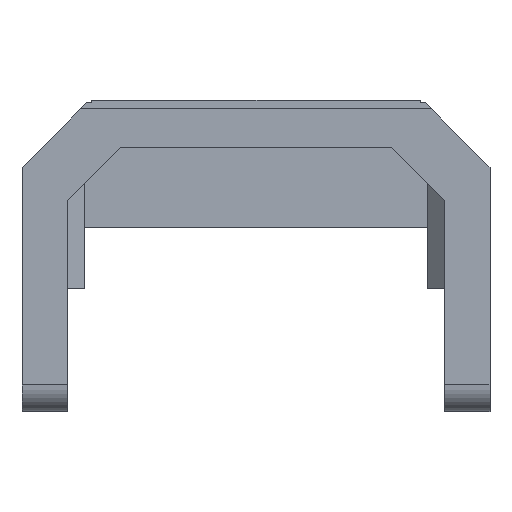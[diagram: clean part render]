
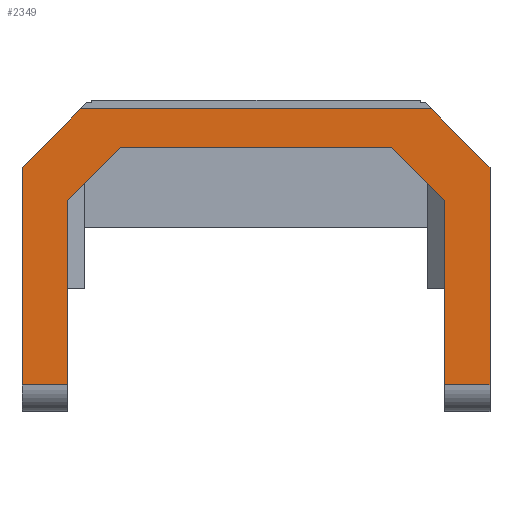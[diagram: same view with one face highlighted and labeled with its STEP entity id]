
A CAD part, front view. The second image highlights one B-rep face of the part: STEP entity #2349.
In plain terms, the highlighted planar face has unit normal (0, -1, 0).
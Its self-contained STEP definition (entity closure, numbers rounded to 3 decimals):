
#136=PLANE('',#2515);
#253=FACE_OUTER_BOUND('',#397,.T.);
#397=EDGE_LOOP('',(#2153,#2154,#2155,#2156,#2157,#2158,#2159,#2160,#2161,
#2162,#2163,#2164));
#420=LINE('',#3161,#716);
#561=LINE('',#3474,#857);
#567=LINE('',#3487,#863);
#588=LINE('',#3532,#884);
#635=LINE('',#3640,#931);
#638=LINE('',#3645,#934);
#643=LINE('',#3653,#939);
#663=LINE('',#3694,#959);
#696=LINE('',#3767,#992);
#697=LINE('',#3769,#993);
#698=LINE('',#3770,#994);
#699=LINE('',#3771,#995);
#716=VECTOR('',#2553,10.);
#857=VECTOR('',#2820,10.);
#863=VECTOR('',#2830,10.);
#884=VECTOR('',#2865,10.);
#931=VECTOR('',#2972,10.);
#934=VECTOR('',#2977,10.);
#939=VECTOR('',#2984,10.);
#959=VECTOR('',#3008,10.);
#992=VECTOR('',#3089,10.);
#993=VECTOR('',#3090,10.);
#994=VECTOR('',#3091,10.);
#995=VECTOR('',#3092,10.);
#1045=VERTEX_POINT('',#3158);
#1046=VERTEX_POINT('',#3160);
#1154=VERTEX_POINT('',#3471);
#1155=VERTEX_POINT('',#3473);
#1160=VERTEX_POINT('',#3485);
#1176=VERTEX_POINT('',#3529);
#1177=VERTEX_POINT('',#3531);
#1207=VERTEX_POINT('',#3637);
#1208=VERTEX_POINT('',#3639);
#1209=VERTEX_POINT('',#3643);
#1230=VERTEX_POINT('',#3692);
#1247=VERTEX_POINT('',#3768);
#1262=EDGE_CURVE('',#1046,#1045,#420,.T.);
#1414=EDGE_CURVE('',#1155,#1154,#561,.T.);
#1421=EDGE_CURVE('',#1154,#1160,#567,.T.);
#1444=EDGE_CURVE('',#1177,#1176,#588,.T.);
#1499=EDGE_CURVE('',#1207,#1208,#635,.T.);
#1502=EDGE_CURVE('',#1209,#1045,#638,.T.);
#1507=EDGE_CURVE('',#1155,#1176,#643,.T.);
#1528=EDGE_CURVE('',#1207,#1230,#663,.F.);
#1563=EDGE_CURVE('',#1209,#1208,#696,.T.);
#1564=EDGE_CURVE('',#1247,#1230,#697,.T.);
#1565=EDGE_CURVE('',#1247,#1177,#698,.T.);
#1566=EDGE_CURVE('',#1046,#1160,#699,.T.);
#2153=ORIENTED_EDGE('',*,*,#1563,.T.);
#2154=ORIENTED_EDGE('',*,*,#1499,.F.);
#2155=ORIENTED_EDGE('',*,*,#1528,.T.);
#2156=ORIENTED_EDGE('',*,*,#1564,.F.);
#2157=ORIENTED_EDGE('',*,*,#1565,.T.);
#2158=ORIENTED_EDGE('',*,*,#1444,.T.);
#2159=ORIENTED_EDGE('',*,*,#1507,.F.);
#2160=ORIENTED_EDGE('',*,*,#1414,.T.);
#2161=ORIENTED_EDGE('',*,*,#1421,.T.);
#2162=ORIENTED_EDGE('',*,*,#1566,.F.);
#2163=ORIENTED_EDGE('',*,*,#1262,.T.);
#2164=ORIENTED_EDGE('',*,*,#1502,.F.);
#2349=ADVANCED_FACE('',(#253),#136,.F.);
#2515=AXIS2_PLACEMENT_3D('',#3766,#3087,#3088);
#2553=DIRECTION('',(0.,0.,1.));
#2820=DIRECTION('',(0.707,0.,-0.707));
#2830=DIRECTION('',(0.,0.,-1.));
#2865=DIRECTION('',(0.707,0.,0.707));
#2972=DIRECTION('',(0.707,0.,0.707));
#2977=DIRECTION('',(0.707,0.,-0.707));
#2984=DIRECTION('',(-1.,0.,0.));
#3008=DIRECTION('',(0.,0.,1.));
#3087=DIRECTION('center_axis',(0.,1.,0.));
#3088=DIRECTION('ref_axis',(0.,0.,-1.));
#3089=DIRECTION('',(-1.,0.,0.));
#3090=DIRECTION('',(-1.,0.,0.));
#3091=DIRECTION('',(0.,0.,1.));
#3092=DIRECTION('',(-1.,0.,0.));
#3158=CARTESIAN_POINT('',(17.5,-104.702,50.861));
#3160=CARTESIAN_POINT('',(17.5,-104.702,34.57));
#3161=CARTESIAN_POINT('',(17.5,-104.702,46.664));
#3471=CARTESIAN_POINT('',(14.1,-104.702,48.367));
#3473=CARTESIAN_POINT('',(10.106,-104.702,52.361));
#3474=CARTESIAN_POINT('',(10.339,-104.702,52.128));
#3485=CARTESIAN_POINT('',(14.1,-104.702,34.57));
#3487=CARTESIAN_POINT('',(14.1,-104.702,47.092));
#3529=CARTESIAN_POINT('',(-10.106,-104.702,52.361));
#3531=CARTESIAN_POINT('',(-14.1,-104.702,48.367));
#3532=CARTESIAN_POINT('',(-3.053,-104.702,59.414));
#3637=CARTESIAN_POINT('',(-17.5,-104.702,50.861));
#3639=CARTESIAN_POINT('',(-13.15,-104.702,55.211));
#3640=CARTESIAN_POINT('',(-13.411,-104.702,54.95));
#3643=CARTESIAN_POINT('',(13.15,-104.702,55.211));
#3645=CARTESIAN_POINT('',(13.411,-104.702,54.95));
#3653=CARTESIAN_POINT('',(-8.75,-104.702,52.361));
#3692=CARTESIAN_POINT('',(-17.5,-104.702,34.57));
#3694=CARTESIAN_POINT('',(-17.5,-104.702,46.664));
#3766=CARTESIAN_POINT('Origin',(0.,-104.702,45.216));
#3767=CARTESIAN_POINT('',(0.,-104.702,55.211));
#3768=CARTESIAN_POINT('',(-14.1,-104.702,34.57));
#3769=CARTESIAN_POINT('',(8.5,-104.702,34.57));
#3770=CARTESIAN_POINT('',(-14.1,-104.702,54.511));
#3771=CARTESIAN_POINT('',(8.5,-104.702,34.57));
